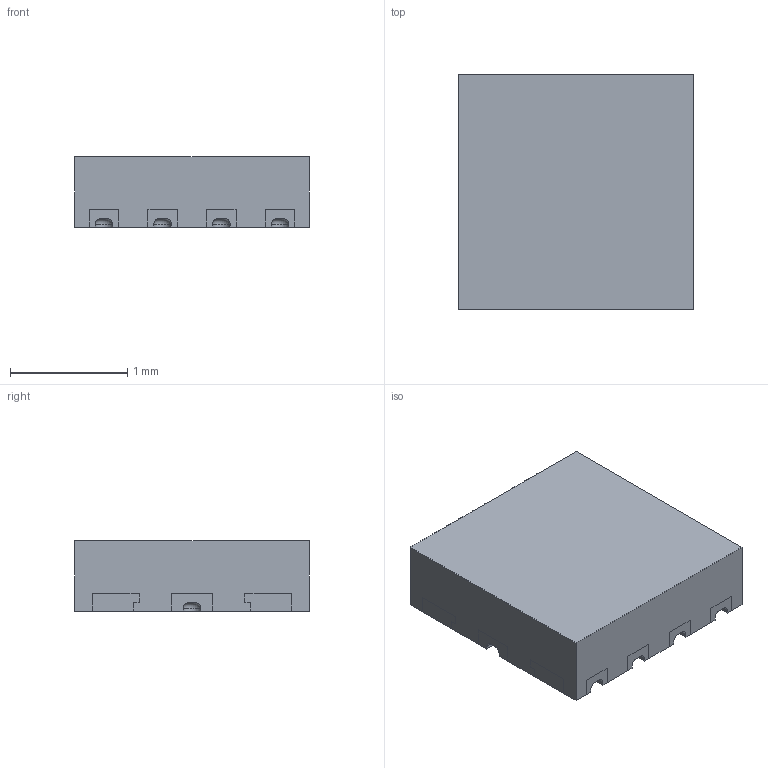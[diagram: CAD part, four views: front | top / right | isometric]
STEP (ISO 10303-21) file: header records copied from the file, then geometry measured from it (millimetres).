
FILE_DESCRIPTION(/* description */ ('Unknown'),/* implementation_level */ '2;1');
FILE_NAME(/* name */ 'SWP-FC-QFN2020-9',/* time_stamp */ '2021-06-11T17:15:31+08:00',/* author */ ('Unknown'),/* organization */ ('Unknown'),/* preprocessor_version */ 'ST-DEVELOPER v16.7',/* originating_system */ 'DEX',/* authorisation */ $);
FILE_SCHEMA (('AUTOMOTIVE_DESIGN {1 0 10303 214 3 1 1}'));
Length unit declared in the file: millimetre
Products named in the file (3): SWP-FC-QFN2020-9; LDF; MD
Assembly tree (2 placements, depth 2):
  SWP-FC-QFN2020-9
    LDF
    MD
Bounding box: 2 x 2 x 0.6 mm (x, y, z)
Volume: 2.4 mm3; surface area: 22.7 mm2
Topology: 10 solids, 10 shells, 257 faces, 693 edges, 456 vertices
Faces by surface type: plane 221, cylinder 27, torus 9
Entity records: 9142 total; most frequent: CARTESIAN_POINT 1409, ORIENTED_EDGE 1386, DIRECTION 1276, EDGE_CURVE 693, LINE 630, VECTOR 630, VERTEX_POINT 456, AXIS2_PLACEMENT_3D 323
